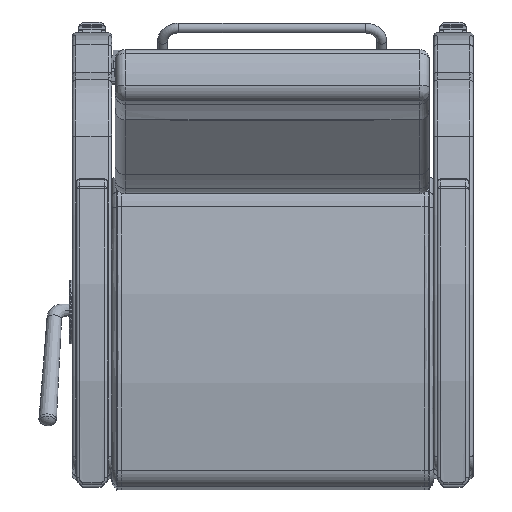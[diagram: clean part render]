
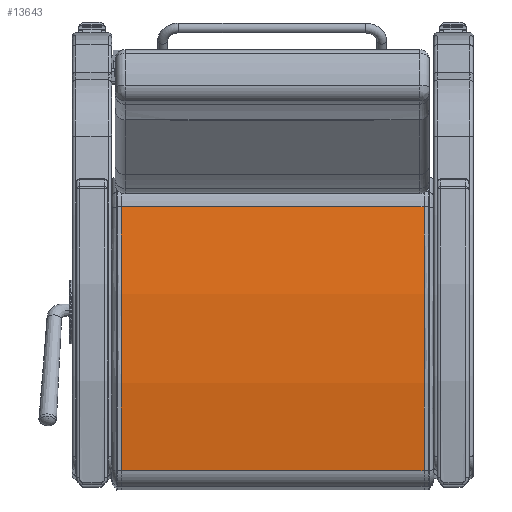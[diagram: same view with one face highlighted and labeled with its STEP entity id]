
A CAD part, front view. The second image highlights one B-rep face of the part: STEP entity #13643.
In plain terms, the highlighted free-form (B-spline) face has degree [1, 2] with [2, 3] control points.
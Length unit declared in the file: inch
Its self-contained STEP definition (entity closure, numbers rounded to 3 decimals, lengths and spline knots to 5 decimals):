
#32=(
BOUNDED_SURFACE()
B_SPLINE_SURFACE(1,2,((#23715,#23716,#23717),(#23718,#23719,#23720)),
 .UNSPECIFIED.,.F.,.F.,.F.)
B_SPLINE_SURFACE_WITH_KNOTS((2,2),(3,3),(-0.19254,0.19254),
(1.36178,1.69928),.UNSPECIFIED.)
GEOMETRIC_REPRESENTATION_ITEM()
RATIONAL_B_SPLINE_SURFACE(((1.,0.986,1.),(1.,0.986,
1.)))
REPRESENTATION_ITEM('')
SURFACE()
);
#1180=ELLIPSE('',#15088,60.05357,60.);
#1192=ELLIPSE('',#15130,60.05357,60.);
#1570=LINE('',#23714,#2412);
#1571=LINE('',#23721,#2413);
#2412=VECTOR('',#17769,0.3937);
#2413=VECTOR('',#17770,0.3937);
#3451=FACE_OUTER_BOUND('',#4390,.T.);
#4390=EDGE_LOOP('',(#10281,#10282,#10283,#10284));
#6237=VERTEX_POINT('',#22887);
#6238=VERTEX_POINT('',#22910);
#6278=VERTEX_POINT('',#23127);
#6279=VERTEX_POINT('',#23150);
#7636=EDGE_CURVE('',#6238,#6237,#1180,.T.);
#7695=EDGE_CURVE('',#6279,#6278,#1192,.T.);
#7775=EDGE_CURVE('',#6237,#6279,#1570,.T.);
#7776=EDGE_CURVE('',#6238,#6278,#1571,.T.);
#10281=ORIENTED_EDGE('',*,*,#7636,.F.);
#10282=ORIENTED_EDGE('',*,*,#7776,.T.);
#10283=ORIENTED_EDGE('',*,*,#7695,.F.);
#10284=ORIENTED_EDGE('',*,*,#7775,.F.);
#13643=ADVANCED_FACE('',(#3451),#32,.F.);
#15088=AXIS2_PLACEMENT_3D('',#22912,#17522,#17523);
#15130=AXIS2_PLACEMENT_3D('',#23152,#17631,#17632);
#17522=DIRECTION('center_axis',(0.,0.,-1.));
#17523=DIRECTION('ref_axis',(1.,0.,0.));
#17631=DIRECTION('center_axis',(0.,0.,1.));
#17632=DIRECTION('ref_axis',(1.,0.,0.));
#17769=DIRECTION('',(0.,0.,1.));
#17770=DIRECTION('',(0.,0.,1.));
#22887=CARTESIAN_POINT('',(10.1114,0.44486,-11.5625));
#22910=CARTESIAN_POINT('',(-10.04459,1.25621,-11.5625));
#22912=CARTESIAN_POINT('Origin',(-2.34979,-58.24922,-11.5625));
#23127=CARTESIAN_POINT('',(-10.04459,1.25621,11.5625));
#23150=CARTESIAN_POINT('',(10.1114,0.44486,11.5625));
#23152=CARTESIAN_POINT('Origin',(-2.34979,-58.24922,11.5625));
#23714=CARTESIAN_POINT('',(10.1114,0.44486,0.));
#23715=CARTESIAN_POINT('Ctrl Pts',(10.1114,0.44486,-11.5625));
#23716=CARTESIAN_POINT('Ctrl Pts',(0.10258,2.56602,-11.5625));
#23717=CARTESIAN_POINT('Ctrl Pts',(-10.04459,1.25621,-11.5625));
#23718=CARTESIAN_POINT('Ctrl Pts',(10.1114,0.44486,11.5625));
#23719=CARTESIAN_POINT('Ctrl Pts',(0.10258,2.56602,11.5625));
#23720=CARTESIAN_POINT('Ctrl Pts',(-10.04459,1.25621,11.5625));
#23721=CARTESIAN_POINT('',(-10.04459,1.25621,0.));
